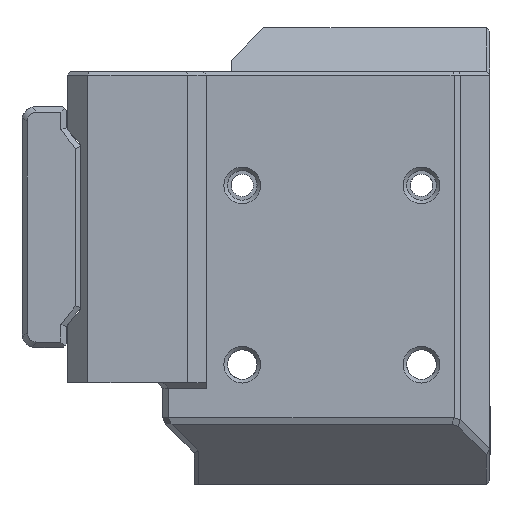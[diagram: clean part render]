
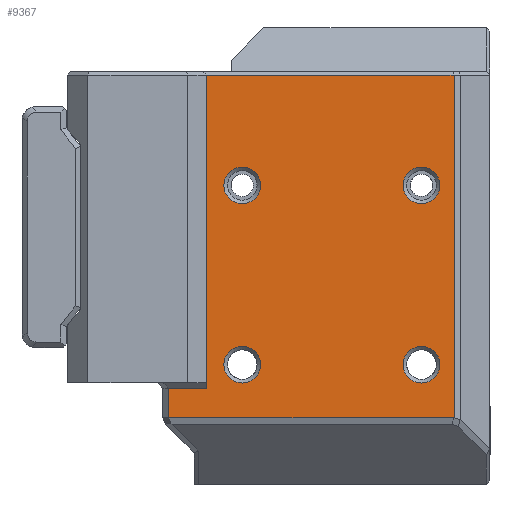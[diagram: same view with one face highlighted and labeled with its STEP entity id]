
A CAD part, left-side view. The second image highlights one B-rep face of the part: STEP entity #9367.
In plain terms, the highlighted planar face has unit normal (-1, 0, 0).
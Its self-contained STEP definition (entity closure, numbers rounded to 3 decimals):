
#434=FACE_BOUND('',#3590,.T.);
#435=FACE_BOUND('',#3591,.T.);
#436=FACE_BOUND('',#3592,.T.);
#437=FACE_BOUND('',#3593,.T.);
#989=LINE('',#14575,#1884);
#995=LINE('',#14587,#1890);
#999=LINE('',#14595,#1894);
#1336=LINE('',#19878,#2231);
#1350=LINE('',#19919,#2245);
#1354=LINE('',#19925,#2249);
#1360=LINE('',#19938,#2255);
#1366=LINE('',#19949,#2261);
#1368=LINE('',#19953,#2263);
#1386=LINE('',#20469,#2281);
#1884=VECTOR('',#11280,10.);
#1890=VECTOR('',#11288,10.);
#1894=VECTOR('',#11294,10.);
#2231=VECTOR('',#12333,10.);
#2245=VECTOR('',#12375,10.);
#2249=VECTOR('',#12383,10.);
#2255=VECTOR('',#12395,10.);
#2261=VECTOR('',#12403,10.);
#2263=VECTOR('',#12407,10.);
#2281=VECTOR('',#12457,10.);
#2578=PLANE('',#10114);
#3064=FACE_OUTER_BOUND('',#3589,.T.);
#3589=EDGE_LOOP('',(#8798,#8799,#8800,#8801,#8802,#8803,#8804,#8805,#8806,
#8807));
#3590=EDGE_LOOP('',(#8808));
#3591=EDGE_LOOP('',(#8809));
#3592=EDGE_LOOP('',(#8810));
#3593=EDGE_LOOP('',(#8811));
#3832=CIRCLE('',#10079,2.05);
#3833=CIRCLE('',#10081,2.05);
#3835=CIRCLE('',#10085,2.05);
#3837=CIRCLE('',#10089,2.05);
#4265=VERTEX_POINT('',#14571);
#4267=VERTEX_POINT('',#14574);
#4272=VERTEX_POINT('',#14585);
#4275=VERTEX_POINT('',#14593);
#4701=VERTEX_POINT('',#19872);
#4703=VERTEX_POINT('',#19876);
#4704=VERTEX_POINT('',#19880);
#4705=VERTEX_POINT('',#19884);
#4707=VERTEX_POINT('',#19892);
#4709=VERTEX_POINT('',#19900);
#4713=VERTEX_POINT('',#19911);
#4716=VERTEX_POINT('',#19917);
#4720=VERTEX_POINT('',#19937);
#4724=VERTEX_POINT('',#19946);
#5380=EDGE_CURVE('',#4265,#4267,#989,.F.);
#5386=EDGE_CURVE('',#4272,#4265,#995,.T.);
#5390=EDGE_CURVE('',#4275,#4272,#999,.T.);
#6046=EDGE_CURVE('',#4703,#4701,#1336,.T.);
#6048=EDGE_CURVE('',#4704,#4704,#3832,.T.);
#6050=EDGE_CURVE('',#4705,#4705,#3833,.T.);
#6054=EDGE_CURVE('',#4707,#4707,#3835,.T.);
#6058=EDGE_CURVE('',#4709,#4709,#3837,.T.);
#6066=EDGE_CURVE('',#4716,#4713,#1350,.T.);
#6070=EDGE_CURVE('',#4701,#4716,#1354,.T.);
#6076=EDGE_CURVE('',#4703,#4720,#1360,.T.);
#6082=EDGE_CURVE('',#4713,#4724,#1366,.T.);
#6084=EDGE_CURVE('',#4724,#4275,#1368,.T.);
#6110=EDGE_CURVE('',#4267,#4720,#1386,.T.);
#8798=ORIENTED_EDGE('',*,*,#6084,.F.);
#8799=ORIENTED_EDGE('',*,*,#6082,.F.);
#8800=ORIENTED_EDGE('',*,*,#6066,.F.);
#8801=ORIENTED_EDGE('',*,*,#6070,.F.);
#8802=ORIENTED_EDGE('',*,*,#6046,.F.);
#8803=ORIENTED_EDGE('',*,*,#6076,.T.);
#8804=ORIENTED_EDGE('',*,*,#6110,.F.);
#8805=ORIENTED_EDGE('',*,*,#5380,.F.);
#8806=ORIENTED_EDGE('',*,*,#5386,.F.);
#8807=ORIENTED_EDGE('',*,*,#5390,.F.);
#8808=ORIENTED_EDGE('',*,*,#6058,.F.);
#8809=ORIENTED_EDGE('',*,*,#6050,.F.);
#8810=ORIENTED_EDGE('',*,*,#6048,.F.);
#8811=ORIENTED_EDGE('',*,*,#6054,.F.);
#9367=ADVANCED_FACE('',(#3064,#434,#435,#436,#437),#2578,.T.);
#10079=AXIS2_PLACEMENT_3D('',#19882,#12337,#12338);
#10081=AXIS2_PLACEMENT_3D('',#19886,#12342,#12343);
#10085=AXIS2_PLACEMENT_3D('',#19894,#12352,#12353);
#10089=AXIS2_PLACEMENT_3D('',#19902,#12362,#12363);
#10114=AXIS2_PLACEMENT_3D('',#20468,#12455,#12456);
#11280=DIRECTION('',(0.,0.894,0.447));
#11288=DIRECTION('',(0.,0.,1.));
#11294=DIRECTION('',(0.,0.637,0.771));
#12333=DIRECTION('',(0.,-1.,0.));
#12337=DIRECTION('center_axis',(-1.,0.,0.));
#12338=DIRECTION('ref_axis',(0.,0.,
-1.));
#12342=DIRECTION('center_axis',(-1.,0.,0.));
#12343=DIRECTION('ref_axis',(0.,0.,
1.));
#12352=DIRECTION('center_axis',(-1.,0.,0.));
#12353=DIRECTION('ref_axis',(0.,0.,
-1.));
#12362=DIRECTION('center_axis',(-1.,0.,0.));
#12363=DIRECTION('ref_axis',(0.,0.,
-1.));
#12375=DIRECTION('',(0.,0.,-1.));
#12383=DIRECTION('',(0.,-0.943,-0.333));
#12395=DIRECTION('',(0.,0.,-1.));
#12403=DIRECTION('',(0.,0.889,-0.459));
#12407=DIRECTION('',(0.,1.,0.));
#12455=DIRECTION('center_axis',(-1.,0.,0.));
#12456=DIRECTION('ref_axis',(0.,0.,
1.));
#12457=DIRECTION('',(0.,-1.,0.));
#14571=CARTESIAN_POINT('',(-160.388,492.654,152.061));
#14574=CARTESIAN_POINT('',(-160.388,492.649,152.059));
#14575=CARTESIAN_POINT('',(-160.388,486.734,149.102));
#14585=CARTESIAN_POINT('',(-160.388,492.654,148.786));
#14587=CARTESIAN_POINT('',(-160.388,492.654,163.331));
#14593=CARTESIAN_POINT('',(-160.388,492.612,148.736));
#14595=CARTESIAN_POINT('',(-160.388,491.682,147.611));
#19872=CARTESIAN_POINT('',(-160.388,460.769,186.98));
#19876=CARTESIAN_POINT('',(-160.388,488.398,186.98));
#19878=CARTESIAN_POINT('',(-160.388,480.356,186.98));
#19880=CARTESIAN_POINT('',(-160.388,484.398,156.73));
#19882=CARTESIAN_POINT('Origin',(-160.388,484.398,154.68));
#19884=CARTESIAN_POINT('',(-160.388,464.398,152.63));
#19886=CARTESIAN_POINT('Origin',(-160.388,464.398,154.68));
#19892=CARTESIAN_POINT('',(-160.388,464.398,176.73));
#19894=CARTESIAN_POINT('Origin',(-160.388,464.398,174.68));
#19900=CARTESIAN_POINT('',(-160.388,484.398,176.73));
#19902=CARTESIAN_POINT('Origin',(-160.388,484.398,174.68));
#19911=CARTESIAN_POINT('',(-160.388,460.753,148.774));
#19917=CARTESIAN_POINT('',(-160.388,460.753,186.974));
#19919=CARTESIAN_POINT('',(-160.388,460.753,163.604));
#19925=CARTESIAN_POINT('',(-160.388,464.619,188.341));
#19937=CARTESIAN_POINT('',(-160.388,488.398,152.059));
#19938=CARTESIAN_POINT('',(-160.388,488.398,164.726));
#19946=CARTESIAN_POINT('',(-160.388,460.827,148.736));
#19949=CARTESIAN_POINT('',(-160.388,462.516,147.864));
#19953=CARTESIAN_POINT('',(-160.388,484.358,148.736));
#20468=CARTESIAN_POINT('Origin',(-160.388,475.157,164.347));
#20469=CARTESIAN_POINT('',(-160.388,484.358,152.059));
